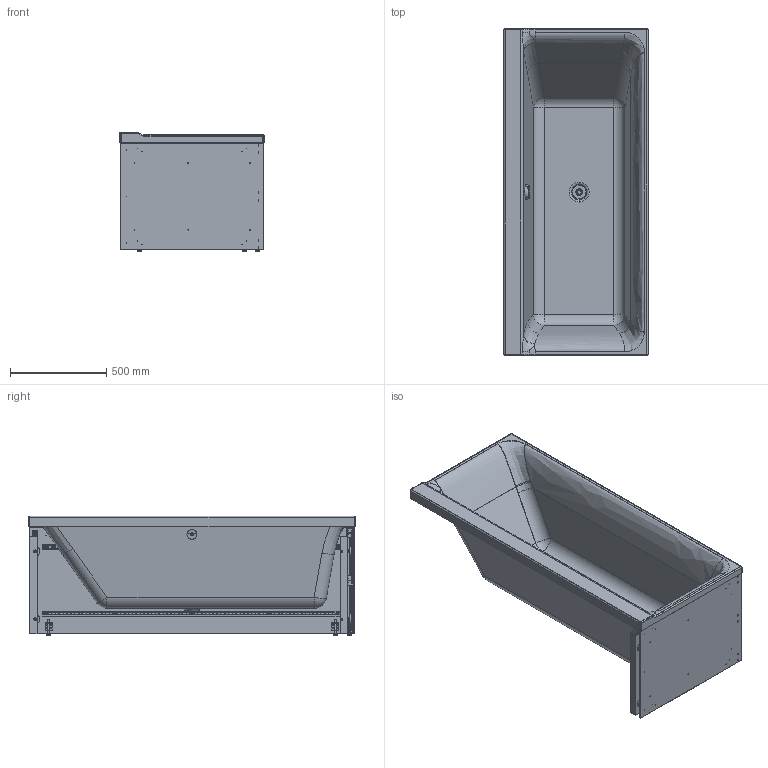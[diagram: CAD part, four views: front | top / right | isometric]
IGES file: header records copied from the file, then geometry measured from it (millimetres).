
Global section: file name: No Iges File Name specified; native system: Autodesk Inventor 2011; preprocessor: AutoDesk Inventor Iges Exporter R2011; author: Administrator; date: 20150619.195815; units: millimetre
Bounding box: 750.25 x 1700.11 x 623.42 mm (x, y, z)
Volume: 24946333.6 mm3; surface area: 9204939.1 mm2
Topology: 58 solids, 58 shells, 3134 faces, 7568 edges, 4540 vertices
Faces by surface type: plane 1030, revolution 817, cylinder 494, bspline 243, cone 214, sphere 178, torus 158
